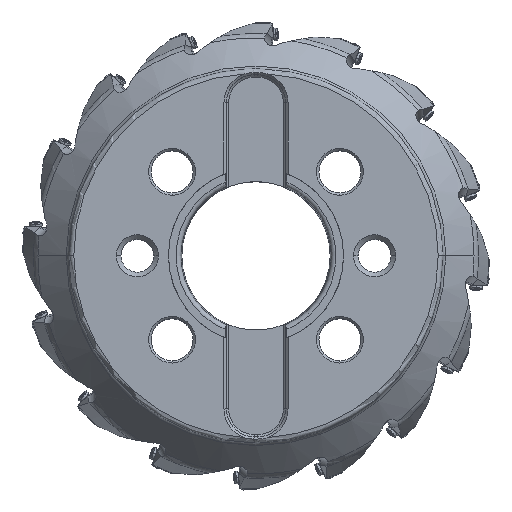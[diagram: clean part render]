
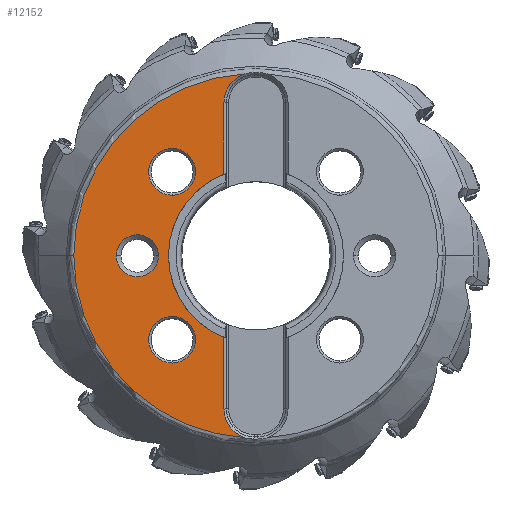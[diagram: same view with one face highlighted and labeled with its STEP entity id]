
A CAD part, top view. The second image highlights one B-rep face of the part: STEP entity #12152.
In plain terms, the highlighted planar face has unit normal (0, 0, 1).
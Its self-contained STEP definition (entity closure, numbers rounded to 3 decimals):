
#4493=LINE('',#78281,#7293);
#4494=LINE('',#78287,#7294);
#7293=VECTOR('',#54205,1.);
#7294=VECTOR('',#54210,1.);
#12152=ADVANCED_FACE('',(#14725,#14726,#14727,#14728),#14065,.T.);
#14065=PLANE('',#46848);
#14725=FACE_BOUND('',#15800,.T.);
#14726=FACE_BOUND('',#15801,.T.);
#14727=FACE_BOUND('',#15802,.T.);
#14728=FACE_BOUND('',#15803,.T.);
#15800=EDGE_LOOP('',(#22498,#22499,#22500,#22501,#22502,#22503,#22504,#22505));
#15801=EDGE_LOOP('',(#22506,#22507));
#15802=EDGE_LOOP('',(#22508,#22509));
#15803=EDGE_LOOP('',(#22510,#22511,#22512,#22513));
#22498=ORIENTED_EDGE('',*,*,#37831,.F.);
#22499=ORIENTED_EDGE('',*,*,#37820,.F.);
#22500=ORIENTED_EDGE('',*,*,#37830,.F.);
#22501=ORIENTED_EDGE('',*,*,#37832,.F.);
#22502=ORIENTED_EDGE('',*,*,#37833,.F.);
#22503=ORIENTED_EDGE('',*,*,#37834,.F.);
#22504=ORIENTED_EDGE('',*,*,#37835,.F.);
#22505=ORIENTED_EDGE('',*,*,#37836,.F.);
#22506=ORIENTED_EDGE('',*,*,#37837,.F.);
#22507=ORIENTED_EDGE('',*,*,#37838,.F.);
#22508=ORIENTED_EDGE('',*,*,#37839,.F.);
#22509=ORIENTED_EDGE('',*,*,#37840,.F.);
#22510=ORIENTED_EDGE('',*,*,#37841,.F.);
#22511=ORIENTED_EDGE('',*,*,#37842,.F.);
#22512=ORIENTED_EDGE('',*,*,#37843,.F.);
#22513=ORIENTED_EDGE('',*,*,#37844,.F.);
#32642=VERTEX_POINT('',#78233);
#32643=VERTEX_POINT('',#78234);
#32650=VERTEX_POINT('',#78276);
#32651=VERTEX_POINT('',#78280);
#32652=VERTEX_POINT('',#78282);
#32653=VERTEX_POINT('',#78284);
#32654=VERTEX_POINT('',#78286);
#32655=VERTEX_POINT('',#78288);
#32656=VERTEX_POINT('',#78291);
#32657=VERTEX_POINT('',#78292);
#32658=VERTEX_POINT('',#78295);
#32659=VERTEX_POINT('',#78296);
#32660=VERTEX_POINT('',#78299);
#32661=VERTEX_POINT('',#78300);
#32662=VERTEX_POINT('',#78302);
#32663=VERTEX_POINT('',#78304);
#37820=EDGE_CURVE('',#32642,#32643,#42278,.T.);
#37830=EDGE_CURVE('',#32650,#32642,#42283,.T.);
#37831=EDGE_CURVE('',#32643,#32651,#42284,.T.);
#37832=EDGE_CURVE('',#32652,#32650,#4493,.T.);
#37833=EDGE_CURVE('',#32653,#32652,#42285,.T.);
#37834=EDGE_CURVE('',#32654,#32653,#42286,.T.);
#37835=EDGE_CURVE('',#32655,#32654,#4494,.T.);
#37836=EDGE_CURVE('',#32651,#32655,#42287,.T.);
#37837=EDGE_CURVE('',#32656,#32657,#42288,.T.);
#37838=EDGE_CURVE('',#32657,#32656,#42289,.T.);
#37839=EDGE_CURVE('',#32658,#32659,#42290,.T.);
#37840=EDGE_CURVE('',#32659,#32658,#42291,.T.);
#37841=EDGE_CURVE('',#32660,#32661,#42292,.T.);
#37842=EDGE_CURVE('',#32662,#32660,#42293,.T.);
#37843=EDGE_CURVE('',#32663,#32662,#42294,.T.);
#37844=EDGE_CURVE('',#32661,#32663,#42295,.T.);
#42278=CIRCLE('',#46828,78.);
#42283=CIRCLE('',#46834,13.);
#42284=CIRCLE('',#46836,78.);
#42285=CIRCLE('',#46837,37.5);
#42286=CIRCLE('',#46838,37.5);
#42287=CIRCLE('',#46839,13.);
#42288=CIRCLE('',#46840,10.);
#42289=CIRCLE('',#46841,10.);
#42290=CIRCLE('',#46842,10.);
#42291=CIRCLE('',#46843,10.);
#42292=CIRCLE('',#46844,9.);
#42293=CIRCLE('',#46845,9.);
#42294=CIRCLE('',#46846,9.);
#42295=CIRCLE('',#46847,9.);
#46828=AXIS2_PLACEMENT_3D('',#78232,#54185,#54186);
#46834=AXIS2_PLACEMENT_3D('',#78277,#54199,#54200);
#46836=AXIS2_PLACEMENT_3D('',#78279,#54203,#54204);
#46837=AXIS2_PLACEMENT_3D('',#78283,#54206,#54207);
#46838=AXIS2_PLACEMENT_3D('',#78285,#54208,#54209);
#46839=AXIS2_PLACEMENT_3D('',#78289,#54211,#54212);
#46840=AXIS2_PLACEMENT_3D('',#78290,#54213,#54214);
#46841=AXIS2_PLACEMENT_3D('',#78293,#54215,#54216);
#46842=AXIS2_PLACEMENT_3D('',#78294,#54217,#54218);
#46843=AXIS2_PLACEMENT_3D('',#78297,#54219,#54220);
#46844=AXIS2_PLACEMENT_3D('',#78298,#54221,#54222);
#46845=AXIS2_PLACEMENT_3D('',#78301,#54223,#54224);
#46846=AXIS2_PLACEMENT_3D('',#78303,#54225,#54226);
#46847=AXIS2_PLACEMENT_3D('',#78305,#54227,#54228);
#46848=AXIS2_PLACEMENT_3D('',#78306,#54229,#54230);
#54185=DIRECTION('',(0.,0.,-1.));
#54186=DIRECTION('',(-0.061,-0.998,0.));
#54199=DIRECTION('',(0.,0.,1.));
#54200=DIRECTION('',(-1.,0.,0.));
#54203=DIRECTION('',(0.,0.,-1.));
#54204=DIRECTION('',(-1.,0.,0.));
#54205=DIRECTION('',(0.,-1.,0.));
#54206=DIRECTION('',(0.,0.,1.));
#54207=DIRECTION('',(-1.,0.,0.));
#54208=DIRECTION('',(0.,0.,1.));
#54209=DIRECTION('',(-0.365,0.931,0.));
#54210=DIRECTION('',(0.,-1.,0.));
#54211=DIRECTION('',(0.,0.,1.));
#54212=DIRECTION('',(-0.311,0.95,0.));
#54213=DIRECTION('',(0.,0.,1.));
#54214=DIRECTION('',(0.,-1.,0.));
#54215=DIRECTION('',(0.,0.,1.));
#54216=DIRECTION('',(0.,1.,0.));
#54217=DIRECTION('',(0.,0.,1.));
#54218=DIRECTION('',(0.,-1.,0.));
#54219=DIRECTION('',(0.,0.,1.));
#54220=DIRECTION('',(0.,1.,0.));
#54221=DIRECTION('',(0.,0.,1.));
#54222=DIRECTION('',(0.,1.,0.));
#54223=DIRECTION('',(0.,0.,1.));
#54224=DIRECTION('',(1.,0.,0.));
#54225=DIRECTION('',(0.,0.,1.));
#54226=DIRECTION('',(0.,-1.,0.));
#54227=DIRECTION('',(0.,0.,1.));
#54228=DIRECTION('',(-1.,0.,0.));
#54229=DIRECTION('',(0.,0.,1.));
#54230=DIRECTION('',(1.,0.,0.));
#78232=CARTESIAN_POINT('',(0.,0.,0.));
#78233=CARTESIAN_POINT('',(-4.742,-77.856,0.));
#78234=CARTESIAN_POINT('',(-78.,0.,0.));
#78276=CARTESIAN_POINT('',(-13.7,-65.5,0.));
#78277=CARTESIAN_POINT('',(-0.7,-65.5,0.));
#78279=CARTESIAN_POINT('',(0.,0.,0.));
#78280=CARTESIAN_POINT('',(-4.742,77.856,0.));
#78281=CARTESIAN_POINT('',(-13.7,-34.908,0.));
#78282=CARTESIAN_POINT('',(-13.7,-34.908,0.));
#78283=CARTESIAN_POINT('',(0.,0.,0.));
#78284=CARTESIAN_POINT('',(-37.5,0.,0.));
#78285=CARTESIAN_POINT('',(0.,0.,0.));
#78286=CARTESIAN_POINT('',(-13.7,34.908,0.));
#78287=CARTESIAN_POINT('',(-13.7,65.5,0.));
#78288=CARTESIAN_POINT('',(-13.7,65.5,0.));
#78289=CARTESIAN_POINT('',(-0.7,65.5,0.));
#78290=CARTESIAN_POINT('',(-35.921,-35.921,0.));
#78291=CARTESIAN_POINT('',(-35.921,-45.921,0.));
#78292=CARTESIAN_POINT('',(-35.921,-25.921,0.));
#78293=CARTESIAN_POINT('',(-35.921,-35.921,0.));
#78294=CARTESIAN_POINT('',(-35.921,35.921,0.));
#78295=CARTESIAN_POINT('',(-35.921,25.921,0.));
#78296=CARTESIAN_POINT('',(-35.921,45.921,0.));
#78297=CARTESIAN_POINT('',(-35.921,35.921,0.));
#78298=CARTESIAN_POINT('',(-50.8,0.,0.));
#78299=CARTESIAN_POINT('',(-50.8,9.,0.));
#78300=CARTESIAN_POINT('',(-59.8,0.,0.));
#78301=CARTESIAN_POINT('',(-50.8,0.,0.));
#78302=CARTESIAN_POINT('',(-41.8,0.,0.));
#78303=CARTESIAN_POINT('',(-50.8,0.,0.));
#78304=CARTESIAN_POINT('',(-50.8,-9.,0.));
#78305=CARTESIAN_POINT('',(-50.8,0.,0.));
#78306=CARTESIAN_POINT('',(-41.371,0.,0.));
